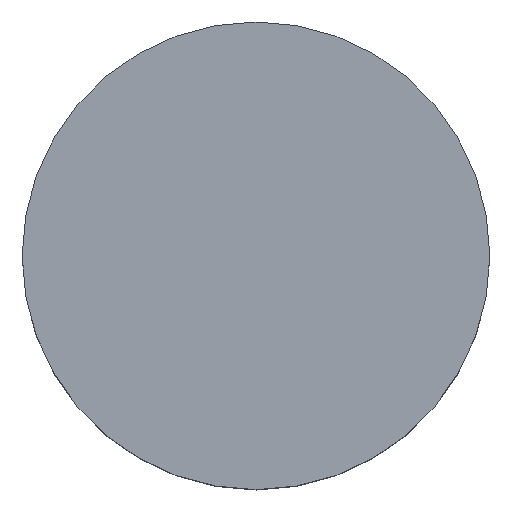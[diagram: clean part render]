
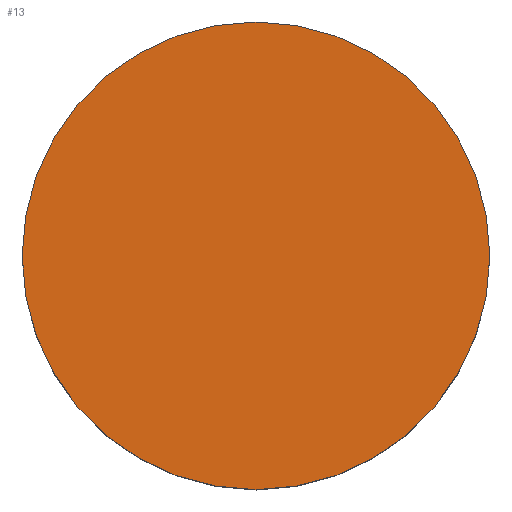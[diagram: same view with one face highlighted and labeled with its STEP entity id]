
A CAD part, top view. The second image highlights one B-rep face of the part: STEP entity #13.
In plain terms, the highlighted planar face has unit normal (0, 0, 1).
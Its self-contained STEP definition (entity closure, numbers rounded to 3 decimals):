
#4 = VERTEX_POINT ( 'NONE', #82 ) ;
#5 = EDGE_CURVE ( 'NONE', #7, #4, #77, .T. ) ;
#7 = VERTEX_POINT ( 'NONE', #37 ) ;
#12 = EDGE_CURVE ( 'NONE', #4, #7, #35, .T. ) ;
#13 = ADVANCED_FACE ( 'NONE', ( #36 ), #30, .F. ) ;
#26 = DIRECTION ( 'NONE',  ( 0., 1., 0. ) ) ;
#27 = DIRECTION ( 'NONE',  ( 0., 0., -1. ) ) ;
#28 = CARTESIAN_POINT ( 'NONE',  ( 0., 0., 23. ) ) ;
#29 = AXIS2_PLACEMENT_3D ( 'NONE', #28, #27, #26 ) ;
#30 = PLANE ( 'NONE',  #29 ) ;
#31 = DIRECTION ( 'NONE',  ( 0., -1., 0. ) ) ;
#32 = DIRECTION ( 'NONE',  ( 0., 0., 1. ) ) ;
#33 = CARTESIAN_POINT ( 'NONE',  ( 0., 0., 23. ) ) ;
#34 = AXIS2_PLACEMENT_3D ( 'NONE', #33, #32, #31 ) ;
#35 = CIRCLE ( 'NONE', #34, 50. ) ;
#36 = FACE_OUTER_BOUND ( 'NONE', #124, .T. ) ;
#37 = CARTESIAN_POINT ( 'NONE',  ( 0., -50., 23. ) ) ;
#38 = DIRECTION ( 'NONE',  ( 0., -1., 0. ) ) ;
#39 = DIRECTION ( 'NONE',  ( 0., 0., 1. ) ) ;
#40 = CARTESIAN_POINT ( 'NONE',  ( 0., 0., 23. ) ) ;
#41 = AXIS2_PLACEMENT_3D ( 'NONE', #40, #39, #38 ) ;
#77 = CIRCLE ( 'NONE', #41, 50. ) ;
#82 = CARTESIAN_POINT ( 'NONE',  ( 0., 50., 23. ) ) ;
#86 = ORIENTED_EDGE ( 'NONE', *, *, #12, .T. ) ;
#87 = ORIENTED_EDGE ( 'NONE', *, *, #5, .T. ) ;
#124 = EDGE_LOOP ( 'NONE', ( #87, #86 ) ) ;
